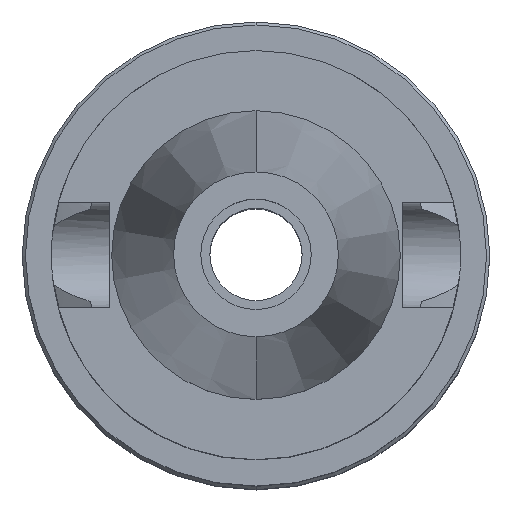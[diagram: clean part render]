
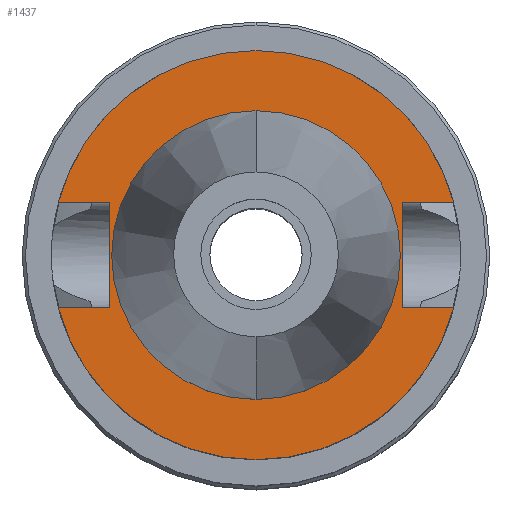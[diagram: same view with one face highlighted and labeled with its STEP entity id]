
A CAD part, top view. The second image highlights one B-rep face of the part: STEP entity #1437.
In plain terms, the highlighted planar face has unit normal (0, 0, 1).
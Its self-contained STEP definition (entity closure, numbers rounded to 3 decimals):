
#94=DIRECTION('',(0.,1.,0.));
#95=VECTOR('',#94,16.1);
#96=CARTESIAN_POINT('',(-22.5,-8.05,-1.));
#97=LINE('',#96,#95);
#101=DIRECTION('',(-1.,0.,0.));
#102=VECTOR('',#101,7.954);
#103=CARTESIAN_POINT('',(-22.5,8.05,-1.));
#104=LINE('',#103,#102);
#108=CARTESIAN_POINT('',(0.,0.,-1.));
#109=DIRECTION('',(0.,0.,-1.));
#110=DIRECTION('',(-0.967,0.256,0.));
#111=AXIS2_PLACEMENT_3D('',#108,#109,#110);
#116=CARTESIAN_POINT('',(0.,0.,-1.));
#117=DIRECTION('',(0.,0.,-1.));
#118=DIRECTION('',(0.,1.,0.));
#119=AXIS2_PLACEMENT_3D('',#116,#117,#118);
#124=DIRECTION('',(0.,-1.,0.));
#125=VECTOR('',#124,16.1);
#126=CARTESIAN_POINT('',(22.5,8.05,-1.));
#127=LINE('',#126,#125);
#131=DIRECTION('',(1.,0.,0.));
#132=VECTOR('',#131,7.954);
#133=CARTESIAN_POINT('',(22.5,-8.05,-1.));
#134=LINE('',#133,#132);
#138=CARTESIAN_POINT('',(0.,0.,-1.));
#139=DIRECTION('',(0.,0.,-1.));
#140=DIRECTION('',(0.967,-0.256,0.));
#141=AXIS2_PLACEMENT_3D('',#138,#139,#140);
#146=CARTESIAN_POINT('',(0.,0.,-1.));
#147=DIRECTION('',(0.,0.,-1.));
#148=DIRECTION('',(0.,-1.,0.));
#149=AXIS2_PLACEMENT_3D('',#146,#147,#148);
#154=CARTESIAN_POINT('',(0.,0.,-1.));
#155=DIRECTION('',(0.,0.,1.));
#156=DIRECTION('',(0.,-1.,0.));
#157=AXIS2_PLACEMENT_3D('',#154,#155,#156);
#162=CARTESIAN_POINT('',(0.,0.,-1.));
#163=DIRECTION('',(0.,0.,1.));
#164=DIRECTION('',(0.,1.,0.));
#165=AXIS2_PLACEMENT_3D('',#162,#163,#164);
#200=DIRECTION('',(-1.,0.,0.));
#201=VECTOR('',#200,7.954);
#202=CARTESIAN_POINT('',(-22.5,-8.05,-1.));
#203=LINE('',#202,#201);
#337=DIRECTION('',(1.,0.,0.));
#338=VECTOR('',#337,7.954);
#339=CARTESIAN_POINT('',(22.5,8.05,-1.));
#340=LINE('',#339,#338);
#1294=CARTESIAN_POINT('',(-22.5,-8.05,-1.));
#1295=VERTEX_POINT('',#1294);
#1296=CARTESIAN_POINT('',(-30.454,-8.05,-1.));
#1297=VERTEX_POINT('',#1296);
#1300=CARTESIAN_POINT('',(-22.5,8.05,-1.));
#1301=VERTEX_POINT('',#1300);
#1302=CARTESIAN_POINT('',(-30.454,8.05,-1.));
#1303=VERTEX_POINT('',#1302);
#1304=CARTESIAN_POINT('',(0.,31.5,-1.));
#1305=CARTESIAN_POINT('',(30.454,8.05,-1.));
#1306=VERTEX_POINT('',#1304);
#1307=VERTEX_POINT('',#1305);
#1308=CARTESIAN_POINT('',(22.5,8.05,-1.));
#1309=VERTEX_POINT('',#1308);
#1310=CARTESIAN_POINT('',(22.5,-8.05,-1.));
#1311=VERTEX_POINT('',#1310);
#1312=CARTESIAN_POINT('',(30.454,-8.05,-1.));
#1313=VERTEX_POINT('',#1312);
#1314=CARTESIAN_POINT('',(0.,-31.5,-1.));
#1315=VERTEX_POINT('',#1314);
#1316=CARTESIAN_POINT('',(0.,-22.225,-1.));
#1317=CARTESIAN_POINT('',(0.,22.225,-1.));
#1318=VERTEX_POINT('',#1316);
#1319=VERTEX_POINT('',#1317);
#1406=CARTESIAN_POINT('',(0.,0.,-1.));
#1407=DIRECTION('',(0.,0.,-1.));
#1408=DIRECTION('',(0.,-1.,0.));
#1409=AXIS2_PLACEMENT_3D('',#1406,#1407,#1408);
#1410=PLANE('',#1409);
#1412=ORIENTED_EDGE('',*,*,#1411,.T.);
#1414=ORIENTED_EDGE('',*,*,#1413,.T.);
#1416=ORIENTED_EDGE('',*,*,#1415,.T.);
#1418=ORIENTED_EDGE('',*,*,#1417,.T.);
#1420=ORIENTED_EDGE('',*,*,#1419,.F.);
#1422=ORIENTED_EDGE('',*,*,#1421,.T.);
#1424=ORIENTED_EDGE('',*,*,#1423,.T.);
#1426=ORIENTED_EDGE('',*,*,#1425,.T.);
#1428=ORIENTED_EDGE('',*,*,#1427,.T.);
#1430=ORIENTED_EDGE('',*,*,#1429,.F.);
#1431=EDGE_LOOP('',(#1412,#1414,#1416,#1418,#1420,#1422,#1424,#1426,#1428,
#1430));
#1432=FACE_OUTER_BOUND('',#1431,.F.);
#1433=ORIENTED_EDGE('',*,*,#1385,.T.);
#1434=ORIENTED_EDGE('',*,*,#1401,.T.);
#1435=EDGE_LOOP('',(#1433,#1434));
#1436=FACE_BOUND('',#1435,.F.);
#112=CIRCLE('',#111,31.5);
#120=CIRCLE('',#119,31.5);
#142=CIRCLE('',#141,31.5);
#150=CIRCLE('',#149,31.5);
#158=CIRCLE('',#157,22.225);
#166=CIRCLE('',#165,22.225);
#1385=EDGE_CURVE('',#1318,#1319,#158,.T.);
#1401=EDGE_CURVE('',#1319,#1318,#166,.T.);
#1411=EDGE_CURVE('',#1295,#1301,#97,.T.);
#1413=EDGE_CURVE('',#1301,#1303,#104,.T.);
#1415=EDGE_CURVE('',#1303,#1306,#112,.T.);
#1417=EDGE_CURVE('',#1306,#1307,#120,.T.);
#1419=EDGE_CURVE('',#1309,#1307,#340,.T.);
#1421=EDGE_CURVE('',#1309,#1311,#127,.T.);
#1423=EDGE_CURVE('',#1311,#1313,#134,.T.);
#1425=EDGE_CURVE('',#1313,#1315,#142,.T.);
#1427=EDGE_CURVE('',#1315,#1297,#150,.T.);
#1429=EDGE_CURVE('',#1295,#1297,#203,.T.);
#1437=ADVANCED_FACE('',(#1432,#1436),#1410,.F.);
